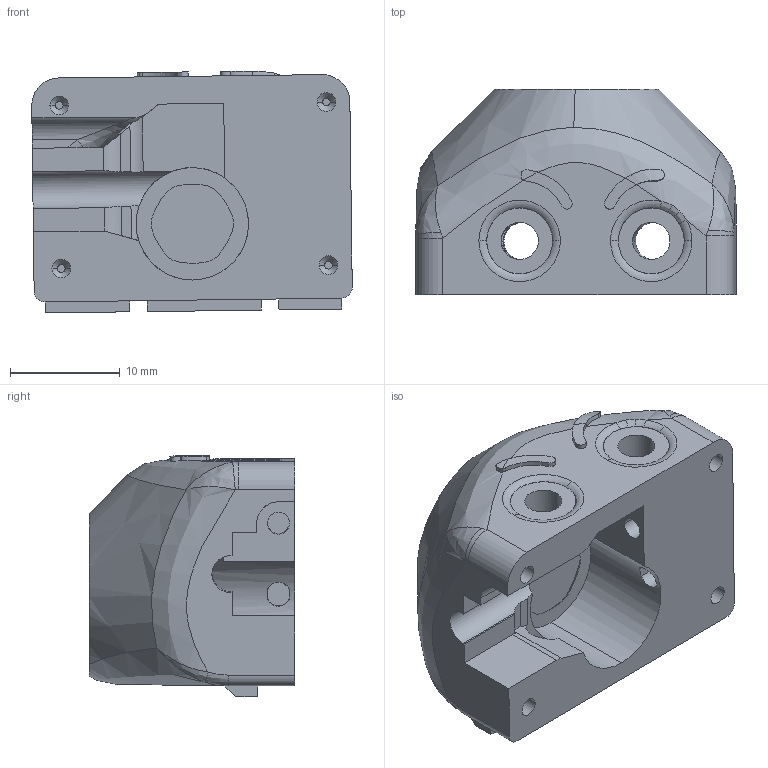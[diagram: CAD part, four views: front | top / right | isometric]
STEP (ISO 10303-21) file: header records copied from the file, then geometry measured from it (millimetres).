
FILE_DESCRIPTION (( 'STEP AP214' ), '1' );
FILE_NAME ('z_endstop_body_short_8mmOD_bearing_120mm_bed.STEP', '2021-09-18T07:52:43', ( '' ), ( '' ), 'SwSTEP 2.0', 'SolidWorks 2021', '' );
FILE_SCHEMA (( 'AUTOMOTIVE_DESIGN' ));
Length unit declared in the file: millimetre
Products named in the file (1): z_endstop_body_short_8mmOD_bearing_120mm_bed
Bounding box: 29.21 x 18.75 x 22.04 mm (x, y, z)
Volume: 6666.6 mm3; surface area: 3641.2 mm2
Topology: 1 solids, 1 shells, 139 faces, 356 edges, 220 vertices
Faces by surface type: plane 51, bspline 42, cylinder 28, cone 13, torus 5
Entity records: 9860 total; most frequent: CARTESIAN_POINT 6819, ORIENTED_EDGE 704, DIRECTION 512, EDGE_CURVE 352, VERTEX_POINT 220, AXIS2_PLACEMENT_3D 189, EDGE_LOOP 150, ADVANCED_FACE 138
